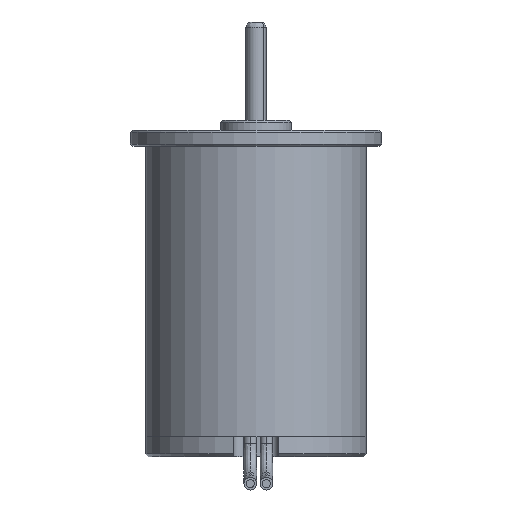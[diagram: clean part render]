
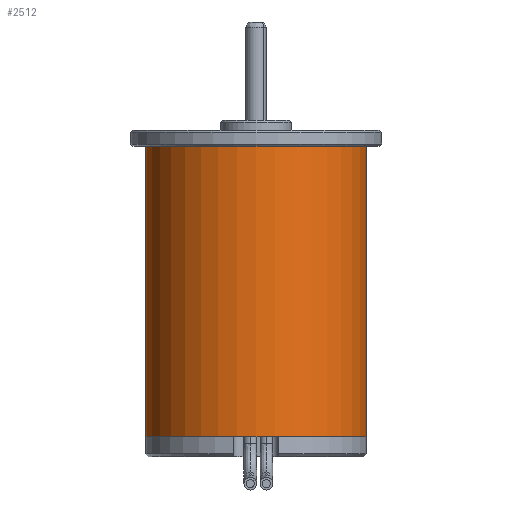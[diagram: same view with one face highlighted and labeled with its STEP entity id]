
A CAD part, front view. The second image highlights one B-rep face of the part: STEP entity #2512.
In plain terms, the highlighted cylindrical face has radius 11 mm (diameter 22 mm), a partial arc.
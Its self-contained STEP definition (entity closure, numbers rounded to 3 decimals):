
#92 = DIRECTION ( 'NONE',  ( 0., 0., 1. ) ) ;
#413 = EDGE_CURVE ( 'NONE', #1849, #834, #4394, .T. ) ;
#834 = VERTEX_POINT ( 'NONE', #2338 ) ;
#1064 = CARTESIAN_POINT ( 'NONE',  ( 11., 0., 30.95 ) ) ;
#1159 = EDGE_CURVE ( 'NONE', #1849, #2923, #6262, .T. ) ;
#1427 = DIRECTION ( 'NONE',  ( 0., 0., 1. ) ) ;
#1849 = VERTEX_POINT ( 'NONE', #7036 ) ;
#1876 = CARTESIAN_POINT ( 'NONE',  ( 0., 0., 2. ) ) ;
#1965 = ORIENTED_EDGE ( 'NONE', *, *, #2313, .T. ) ;
#1978 = AXIS2_PLACEMENT_3D ( 'NONE', #5399, #1427, #5368 ) ;
#1983 = DIRECTION ( 'NONE',  ( 1., 0., 0. ) ) ;
#2302 = EDGE_CURVE ( 'NONE', #2923, #2370, #4522, .T. ) ;
#2313 = EDGE_CURVE ( 'NONE', #834, #2370, #4136, .T. ) ;
#2338 = CARTESIAN_POINT ( 'NONE',  ( 11., 0., 2. ) ) ;
#2370 = VERTEX_POINT ( 'NONE', #1064 ) ;
#2512 = ADVANCED_FACE ( 'NONE', ( #6191 ), #4020, .T. ) ;
#2553 = VECTOR ( 'NONE', #6838, 1000. ) ;
#2713 = EDGE_LOOP ( 'NONE', ( #3474, #3525, #1965, #5354 ) ) ;
#2923 = VERTEX_POINT ( 'NONE', #5350 ) ;
#3121 = CARTESIAN_POINT ( 'NONE',  ( 11., 0., 32.5 ) ) ;
#3474 = ORIENTED_EDGE ( 'NONE', *, *, #1159, .F. ) ;
#3522 = CARTESIAN_POINT ( 'NONE',  ( 0., 0., 32.5 ) ) ;
#3525 = ORIENTED_EDGE ( 'NONE', *, *, #413, .T. ) ;
#3552 = CARTESIAN_POINT ( 'NONE',  ( -11., 0., 32.5 ) ) ;
#4020 = CYLINDRICAL_SURFACE ( 'NONE', #5445, 11. ) ;
#4136 = LINE ( 'NONE', #3121, #4981 ) ;
#4394 = CIRCLE ( 'NONE', #4506, 11. ) ;
#4506 = AXIS2_PLACEMENT_3D ( 'NONE', #1876, #6287, #1983 ) ;
#4522 = CIRCLE ( 'NONE', #1978, 11. ) ;
#4981 = VECTOR ( 'NONE', #5332, 1000. ) ;
#5070 = DIRECTION ( 'NONE',  ( -1., 0., 0. ) ) ;
#5332 = DIRECTION ( 'NONE',  ( 0., 0., 1. ) ) ;
#5350 = CARTESIAN_POINT ( 'NONE',  ( -11., 0., 30.95 ) ) ;
#5354 = ORIENTED_EDGE ( 'NONE', *, *, #2302, .F. ) ;
#5368 = DIRECTION ( 'NONE',  ( 1., 0., 0. ) ) ;
#5399 = CARTESIAN_POINT ( 'NONE',  ( 0., 0., 30.95 ) ) ;
#5445 = AXIS2_PLACEMENT_3D ( 'NONE', #3522, #92, #5070 ) ;
#6191 = FACE_OUTER_BOUND ( 'NONE', #2713, .T. ) ;
#6262 = LINE ( 'NONE', #3552, #2553 ) ;
#6287 = DIRECTION ( 'NONE',  ( 0., 0., 1. ) ) ;
#6838 = DIRECTION ( 'NONE',  ( 0., 0., 1. ) ) ;
#7036 = CARTESIAN_POINT ( 'NONE',  ( -11., 0., 2. ) ) ;
